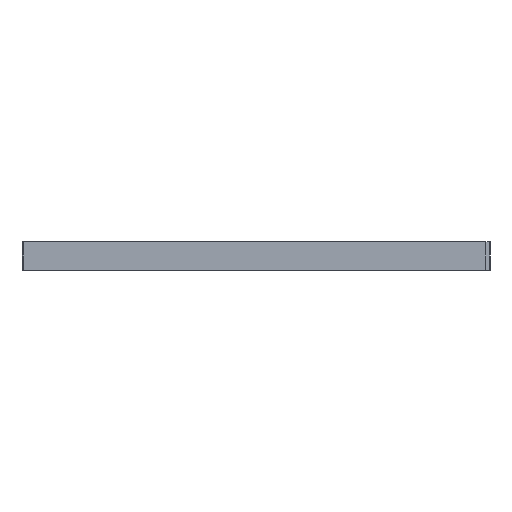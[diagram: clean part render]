
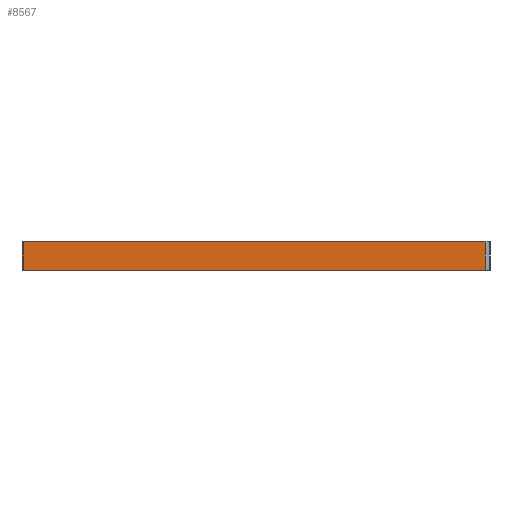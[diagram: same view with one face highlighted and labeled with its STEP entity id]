
A CAD part, left-side view. The second image highlights one B-rep face of the part: STEP entity #8567.
In plain terms, the highlighted planar face has unit normal (-1, 0, 0).
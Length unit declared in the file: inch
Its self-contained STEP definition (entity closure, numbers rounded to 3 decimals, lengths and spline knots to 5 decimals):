
#882=PLANE('',#9290);
#933=FACE_OUTER_BOUND('',#1629,.T.);
#1629=EDGE_LOOP('',(#6134,#6135,#6136,#6137));
#2338=LINE('',#12251,#2751);
#2360=LINE('',#12926,#2773);
#2365=LINE('',#12937,#2778);
#2366=LINE('',#12938,#2779);
#2751=VECTOR('',#9963,0.3937);
#2773=VECTOR('',#10543,0.3937);
#2778=VECTOR('',#10554,0.3937);
#2779=VECTOR('',#10555,0.3937);
#3758=VERTEX_POINT('',#12248);
#3759=VERTEX_POINT('',#12250);
#4062=VERTEX_POINT('',#12922);
#4066=VERTEX_POINT('',#12936);
#4582=EDGE_CURVE('',#3758,#3759,#2338,.T.);
#4888=EDGE_CURVE('',#3759,#4062,#2360,.T.);
#4893=EDGE_CURVE('',#4066,#3758,#2365,.T.);
#4894=EDGE_CURVE('',#4062,#4066,#2366,.T.);
#6134=ORIENTED_EDGE('',*,*,#4888,.F.);
#6135=ORIENTED_EDGE('',*,*,#4582,.F.);
#6136=ORIENTED_EDGE('',*,*,#4893,.F.);
#6137=ORIENTED_EDGE('',*,*,#4894,.F.);
#8567=ADVANCED_FACE('',(#933),#882,.T.);
#9290=AXIS2_PLACEMENT_3D('',#12935,#10552,#10553);
#9963=DIRECTION('',(0.,-1.,0.));
#10543=DIRECTION('',(0.,0.,-1.));
#10552=DIRECTION('center_axis',(-1.,0.,0.));
#10553=DIRECTION('ref_axis',(0.,-1.,0.));
#10554=DIRECTION('',(0.,0.,1.));
#10555=DIRECTION('',(0.,1.,0.));
#12248=CARTESIAN_POINT('',(-15.1744,10.78497,5.7422));
#12250=CARTESIAN_POINT('',(-15.1744,3.04332,5.7422));
#12251=CARTESIAN_POINT('',(-15.1744,2.95704,5.7422));
#12922=CARTESIAN_POINT('',(-15.1744,3.04332,5.2622));
#12926=CARTESIAN_POINT('',(-15.1744,3.04332,5.2622));
#12935=CARTESIAN_POINT('Origin',(-15.1744,10.90704,5.2622));
#12936=CARTESIAN_POINT('',(-15.1744,10.78497,5.2622));
#12937=CARTESIAN_POINT('',(-15.1744,10.78497,5.2622));
#12938=CARTESIAN_POINT('',(-15.1744,2.95704,5.2622));
